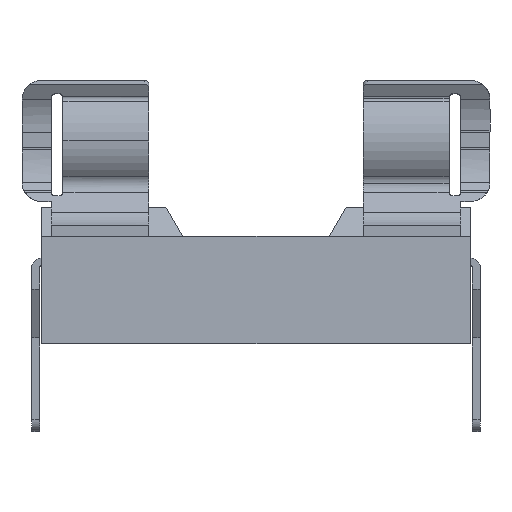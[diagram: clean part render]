
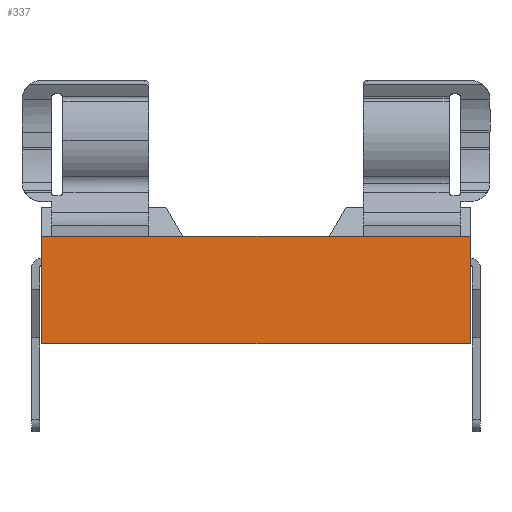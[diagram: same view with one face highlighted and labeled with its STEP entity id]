
A CAD part, top view. The second image highlights one B-rep face of the part: STEP entity #337.
In plain terms, the highlighted planar face has unit normal (0, 0.027, 1).
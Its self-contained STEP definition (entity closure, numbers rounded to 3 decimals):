
#30 = LINE ( 'NONE', #8066, #7344 ) ;
#337 = ADVANCED_FACE ( 'NONE', ( #7886 ), #1824, .T. ) ;
#453 = VECTOR ( 'NONE', #5905, 1000. ) ;
#891 = DIRECTION ( 'NONE',  ( 0., -1., 0.027 ) ) ;
#1731 = CARTESIAN_POINT ( 'NONE',  ( 0., 5.5, -0.15 ) ) ;
#1824 = PLANE ( 'NONE',  #6955 ) ;
#1951 = LINE ( 'NONE', #7049, #4511 ) ;
#2173 = VERTEX_POINT ( 'NONE', #5735 ) ;
#3023 = LINE ( 'NONE', #11565, #453 ) ;
#3923 = ORIENTED_EDGE ( 'NONE', *, *, #6571, .T. ) ;
#4014 = EDGE_LOOP ( 'NONE', ( #4341, #4312, #5494, #3923 ) ) ;
#4312 = ORIENTED_EDGE ( 'NONE', *, *, #10167, .T. ) ;
#4341 = ORIENTED_EDGE ( 'NONE', *, *, #9809, .T. ) ;
#4511 = VECTOR ( 'NONE', #8002, 1000. ) ;
#4727 = CARTESIAN_POINT ( 'NONE',  ( 22., 5.5, -0.15 ) ) ;
#5015 = CARTESIAN_POINT ( 'NONE',  ( 0., 0., 0. ) ) ;
#5494 = ORIENTED_EDGE ( 'NONE', *, *, #10161, .T. ) ;
#5735 = CARTESIAN_POINT ( 'NONE',  ( 22., 0., 0. ) ) ;
#5905 = DIRECTION ( 'NONE',  ( 1., 0., 0. ) ) ;
#6439 = LINE ( 'NONE', #8678, #11446 ) ;
#6571 = EDGE_CURVE ( 'NONE', #10058, #11954, #1951, .T. ) ;
#6625 = DIRECTION ( 'NONE',  ( 0., 0.027, 1. ) ) ;
#6955 = AXIS2_PLACEMENT_3D ( 'NONE', #12254, #6625, #891 ) ;
#7049 = CARTESIAN_POINT ( 'NONE',  ( 22., 5.5, -0.15 ) ) ;
#7344 = VECTOR ( 'NONE', #11854, 1000. ) ;
#7406 = VERTEX_POINT ( 'NONE', #5015 ) ;
#7659 = DIRECTION ( 'NONE',  ( 0., 1., -0.027 ) ) ;
#7886 = FACE_OUTER_BOUND ( 'NONE', #4014, .T. ) ;
#8002 = DIRECTION ( 'NONE',  ( -1., 0., 0. ) ) ;
#8066 = CARTESIAN_POINT ( 'NONE',  ( 0., 5.5, -0.15 ) ) ;
#8678 = CARTESIAN_POINT ( 'NONE',  ( 22., 5.5, -0.15 ) ) ;
#9809 = EDGE_CURVE ( 'NONE', #11954, #7406, #30, .T. ) ;
#10058 = VERTEX_POINT ( 'NONE', #4727 ) ;
#10161 = EDGE_CURVE ( 'NONE', #2173, #10058, #6439, .T. ) ;
#10167 = EDGE_CURVE ( 'NONE', #7406, #2173, #3023, .T. ) ;
#11446 = VECTOR ( 'NONE', #7659, 1000. ) ;
#11565 = CARTESIAN_POINT ( 'NONE',  ( 22., 0., 0. ) ) ;
#11854 = DIRECTION ( 'NONE',  ( 0., -1., 0.027 ) ) ;
#11954 = VERTEX_POINT ( 'NONE', #1731 ) ;
#12254 = CARTESIAN_POINT ( 'NONE',  ( 22., 5.5, -0.15 ) ) ;
